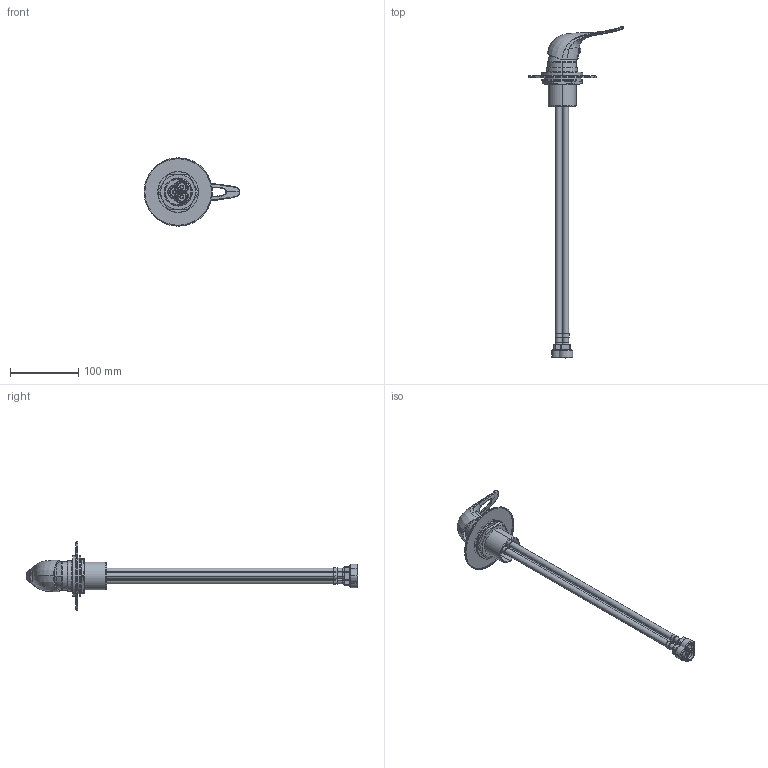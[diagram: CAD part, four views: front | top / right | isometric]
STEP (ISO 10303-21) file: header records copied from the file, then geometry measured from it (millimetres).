
FILE_DESCRIPTION((''),'2;1');
FILE_NAME('J1CA0006_ASM','2021-03-07T',('蚰貀癡妧庣斕勛'),('Globeunion.com'),'PRO/ENGINEER BY PARAMETRIC TECHNOLOGY CORPORATION, 2014000','PRO/ENGINEER BY PARAMETRIC TECHNOLOGY CORPORATION, 2014000','');
FILE_SCHEMA(('CONFIG_CONTROL_DESIGN'));
Length unit declared in the file: millimetre
Products named in the file (18): 048139N; 530046; 058631; 063449-B; 038642; 020005; 042010; 038663_ASM; 032370; 027201; 061172-90; 023170; 024440; 058628; 300232N; 300232NH; 300232NC; J1CA0006_ASM
Assembly tree (18 placements, depth 3):
  J1CA0006_ASM
    048139N
    530046
    058631
    063449-B
    038663_ASM
      038642
      020005
      042010
    032370
    027201
    061172-90
    023170  x2
    024440
    058628
    300232N
    300232NH
    300232NC
Bounding box: 140.99 x 487.61 x 100.34 mm (x, y, z)
Volume: 184541.6 mm3; surface area: 143032 mm2
Topology: 18 solids, 18 shells, 874 faces, 1997 edges, 1223 vertices
Faces by surface type: cylinder 314, plane 243, torus 134, cone 109, bspline 54, extrusion 18, sphere 2
Entity records: 34933 total; most frequent: CARTESIAN_POINT 14726, DIRECTION 4445, ORIENTED_EDGE 3950, EDGE_CURVE 1975, AXIS2_PLACEMENT_3D 1809, VERTEX_POINT 1215, EDGE_LOOP 976, CIRCLE 974
